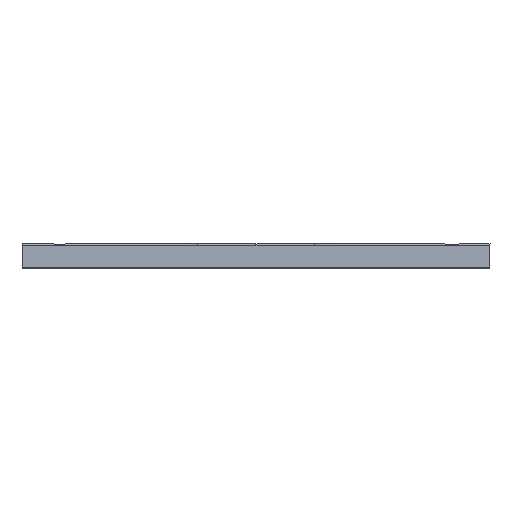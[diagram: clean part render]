
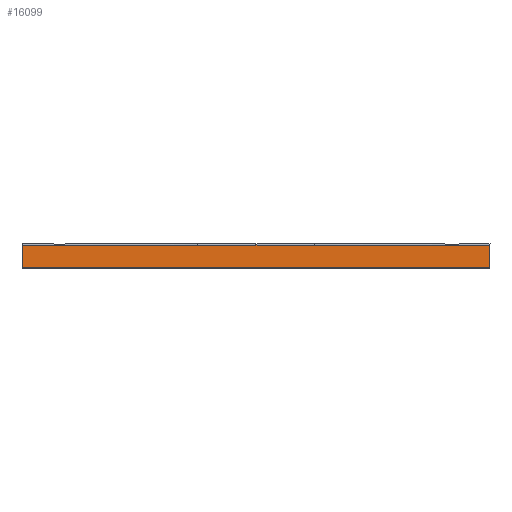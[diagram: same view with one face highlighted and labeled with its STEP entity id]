
A CAD part, top view. The second image highlights one B-rep face of the part: STEP entity #16099.
In plain terms, the highlighted planar face has unit normal (0, 0.035, 0.999).
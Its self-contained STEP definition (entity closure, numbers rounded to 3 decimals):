
#1=CARTESIAN_POINT('',(-400.,-1.998,436.173));
#2=CARTESIAN_POINT('',(-394.382,-2.005,436.173));
#3=CARTESIAN_POINT('',(-374.382,-2.027,436.174));
#4=CARTESIAN_POINT('',(-354.382,-2.039,436.174));
#5=CARTESIAN_POINT('',(-340.,-2.039,436.174));
#7=CARTESIAN_POINT('',(100.087,-1.955,436.171));
#8=CARTESIAN_POINT('',(111.871,-1.959,436.172));
#9=CARTESIAN_POINT('',(134.124,-1.967,436.172));
#10=CARTESIAN_POINT('',(163.458,-1.98,436.172));
#11=CARTESIAN_POINT('',(189.043,-1.992,436.173));
#12=CARTESIAN_POINT('',(211.988,-2.003,436.173));
#13=CARTESIAN_POINT('',(232.244,-2.012,436.173));
#14=CARTESIAN_POINT('',(251.183,-2.019,436.174));
#15=CARTESIAN_POINT('',(269.505,-2.026,436.174));
#16=CARTESIAN_POINT('',(286.625,-2.031,436.174));
#17=CARTESIAN_POINT('',(303.424,-2.035,436.174));
#18=CARTESIAN_POINT('',(320.931,-2.038,436.174));
#19=CARTESIAN_POINT('',(333.516,-2.039,436.174));
#20=CARTESIAN_POINT('',(340.,-2.039,436.174));
#22=DIRECTION('',(1.,0.001,0.));
#23=VECTOR('',#22,60.);
#24=CARTESIAN_POINT('',(340.,-2.039,436.174));
#25=LINE('',#24,#23);
#26=DIRECTION('',(0.,-0.999,0.035));
#27=VECTOR('',#26,38.025);
#28=CARTESIAN_POINT('',(-400.,-1.998,436.173));
#29=LINE('',#28,#27);
#91=DIRECTION('',(1.,0.,0.));
#92=VECTOR('',#91,800.);
#93=CARTESIAN_POINT('',(-400.,-40.,437.5));
#94=LINE('',#93,#92);
#214=DIRECTION('',(0.,0.999,-0.035));
#215=VECTOR('',#214,38.025);
#216=CARTESIAN_POINT('',(400.,-40.,437.5));
#217=LINE('',#216,#215);
#683=DIRECTION('',(-1.,0.,0.));
#684=VECTOR('',#683,100.087);
#685=CARTESIAN_POINT('',(100.087,-1.955,436.171));
#686=LINE('',#685,#684);
#692=DIRECTION('',(-1.,0.,0.));
#693=VECTOR('',#692,100.087);
#694=CARTESIAN_POINT('',(0.,-1.955,436.171));
#695=LINE('',#694,#693);
#726=CARTESIAN_POINT('',(-100.087,-1.955,436.171));
#727=CARTESIAN_POINT('',(-126.912,-1.964,436.172));
#728=CARTESIAN_POINT('',(-180.45,-1.983,436.172));
#729=CARTESIAN_POINT('',(-260.421,-2.011,436.173));
#730=CARTESIAN_POINT('',(-313.511,-2.029,436.174));
#731=CARTESIAN_POINT('',(-340.,-2.039,436.174));
#14629=CARTESIAN_POINT('',(-400.,-1.998,436.173));
#14630=CARTESIAN_POINT('',(-400.,-40.,437.5));
#14631=VERTEX_POINT('',#14629);
#14632=VERTEX_POINT('',#14630);
#14633=VERTEX_POINT('',#5);
#14634=VERTEX_POINT('',#726);
#14635=CARTESIAN_POINT('',(0.,-1.955,
436.171));
#14636=VERTEX_POINT('',#14635);
#14637=CARTESIAN_POINT('',(100.087,-1.955,
436.171));
#14638=VERTEX_POINT('',#14637);
#14639=VERTEX_POINT('',#20);
#14640=CARTESIAN_POINT('',(400.,-1.998,436.173));
#14641=VERTEX_POINT('',#14640);
#14642=CARTESIAN_POINT('',(400.,-40.,437.5));
#14643=VERTEX_POINT('',#14642);
#16074=CARTESIAN_POINT('',(0.,-20.977,436.836));
#16075=DIRECTION('',(0.,0.035,0.999));
#16076=DIRECTION('',(0.,0.999,-0.035));
#16077=AXIS2_PLACEMENT_3D('',#16074,#16075,#16076);
#16078=PLANE('',#16077);
#16080=ORIENTED_EDGE('',*,*,#16079,.F.);
#16082=ORIENTED_EDGE('',*,*,#16081,.T.);
#16084=ORIENTED_EDGE('',*,*,#16083,.F.);
#16086=ORIENTED_EDGE('',*,*,#16085,.F.);
#16088=ORIENTED_EDGE('',*,*,#16087,.F.);
#16090=ORIENTED_EDGE('',*,*,#16089,.T.);
#16092=ORIENTED_EDGE('',*,*,#16091,.T.);
#16094=ORIENTED_EDGE('',*,*,#16093,.F.);
#16096=ORIENTED_EDGE('',*,*,#16095,.F.);
#16097=EDGE_LOOP('',(#16080,#16082,#16084,#16086,#16088,#16090,#16092,#16094,
#16096));
#16098=FACE_OUTER_BOUND('',#16097,.F.);
#16099=ADVANCED_FACE('',(#16098),#16078,.T.);
#6=B_SPLINE_CURVE_WITH_KNOTS('',3,(#1,#2,#3,#4,#5),.UNSPECIFIED.,.F.,.F.,(4,1,
4),(0.,0.281,1.),.UNSPECIFIED.);
#21=B_SPLINE_CURVE_WITH_KNOTS('',3,(#7,#8,#9,#10,#11,#12,#13,#14,#15,#16,#17,
#18,#19,#20),.UNSPECIFIED.,.F.,.F.,(4,1,1,1,1,1,1,1,1,1,1,4),(0.,
0.091,0.182,0.273,0.364,
0.455,0.545,0.636,0.727,
0.818,0.909,1.),.UNSPECIFIED.);
#732=B_SPLINE_CURVE_WITH_KNOTS('',3,(#726,#727,#728,#729,#730,#731),
.UNSPECIFIED.,.F.,.F.,(4,1,1,4),(0.,0.333,0.667,1.),
.UNSPECIFIED.);
#16079=EDGE_CURVE('',#14631,#14632,#29,.T.);
#16081=EDGE_CURVE('',#14631,#14633,#6,.T.);
#16083=EDGE_CURVE('',#14634,#14633,#732,.T.);
#16085=EDGE_CURVE('',#14636,#14634,#695,.T.);
#16087=EDGE_CURVE('',#14638,#14636,#686,.T.);
#16089=EDGE_CURVE('',#14638,#14639,#21,.T.);
#16091=EDGE_CURVE('',#14639,#14641,#25,.T.);
#16093=EDGE_CURVE('',#14643,#14641,#217,.T.);
#16095=EDGE_CURVE('',#14632,#14643,#94,.T.);
